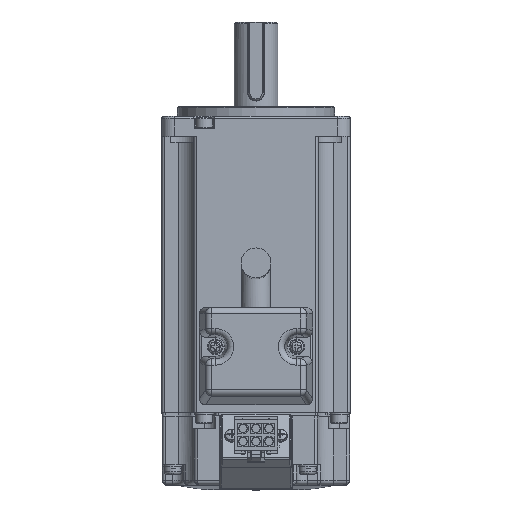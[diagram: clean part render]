
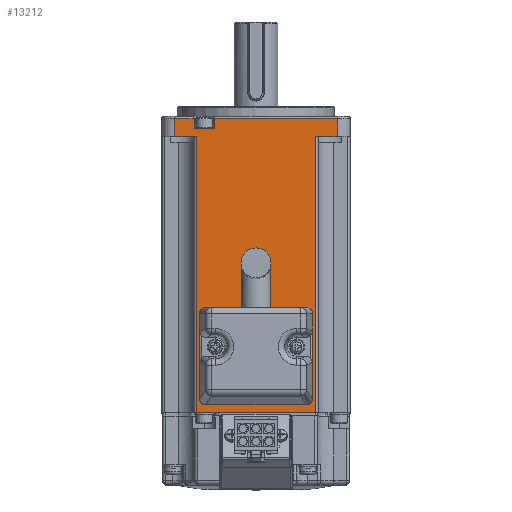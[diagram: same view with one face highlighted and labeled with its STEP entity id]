
A CAD part, top view. The second image highlights one B-rep face of the part: STEP entity #13212.
In plain terms, the highlighted planar face has unit normal (0, 0, 1).
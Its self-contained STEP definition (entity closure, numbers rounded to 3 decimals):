
#5651=PLANE('',#33200);
#8539=LINE('',#53609,#10797);
#8540=LINE('',#53613,#10798);
#8541=LINE('',#53615,#10799);
#8542=LINE('',#53617,#10800);
#8544=LINE('',#53621,#10802);
#8546=LINE('',#53625,#10804);
#8547=LINE('',#53627,#10805);
#8548=LINE('',#53629,#10806);
#8549=LINE('',#53633,#10807);
#8550=LINE('',#53637,#10808);
#8592=LINE('',#53874,#10850);
#8593=LINE('',#53878,#10851);
#8594=LINE('',#53880,#10852);
#8595=LINE('',#53885,#10853);
#8596=LINE('',#53889,#10854);
#8597=LINE('',#53893,#10855);
#10797=VECTOR('',#38787,1.);
#10798=VECTOR('',#38792,1.);
#10799=VECTOR('',#38795,1.);
#10800=VECTOR('',#38798,1.);
#10802=VECTOR('',#38802,1.);
#10804=VECTOR('',#38806,1.);
#10805=VECTOR('',#38809,1.);
#10806=VECTOR('',#38812,1.);
#10807=VECTOR('',#38817,1.);
#10808=VECTOR('',#38822,1.);
#10850=VECTOR('',#38964,1.);
#10851=VECTOR('',#38969,1.);
#10852=VECTOR('',#38972,1.);
#10853=VECTOR('',#38975,1.);
#10854=VECTOR('',#38978,1.);
#10855=VECTOR('',#38981,1.);
#13212=ADVANCED_FACE('',(#14164,#14165),#5651,.F.);
#14164=FACE_BOUND('',#15341,.T.);
#14165=FACE_BOUND('',#15342,.T.);
#15341=EDGE_LOOP('',(#20431,#20432,#20433,#20434,#20435,#20436,#20437,#20438));
#15342=EDGE_LOOP('',(#20439,#20440,#20441,#20442,#20443,#20444,#20445,#20446,
#20447,#20448,#20449,#20450));
#20431=ORIENTED_EDGE('',*,*,#28436,.F.);
#20432=ORIENTED_EDGE('',*,*,#28437,.F.);
#20433=ORIENTED_EDGE('',*,*,#28438,.F.);
#20434=ORIENTED_EDGE('',*,*,#28439,.F.);
#20435=ORIENTED_EDGE('',*,*,#28440,.F.);
#20436=ORIENTED_EDGE('',*,*,#28441,.F.);
#20437=ORIENTED_EDGE('',*,*,#28442,.F.);
#20438=ORIENTED_EDGE('',*,*,#28443,.F.);
#20439=ORIENTED_EDGE('',*,*,#28435,.T.);
#20440=ORIENTED_EDGE('',*,*,#28433,.F.);
#20441=ORIENTED_EDGE('',*,*,#28360,.T.);
#20442=ORIENTED_EDGE('',*,*,#28358,.F.);
#20443=ORIENTED_EDGE('',*,*,#28356,.T.);
#20444=ORIENTED_EDGE('',*,*,#28355,.T.);
#20445=ORIENTED_EDGE('',*,*,#28354,.F.);
#20446=ORIENTED_EDGE('',*,*,#28352,.F.);
#20447=ORIENTED_EDGE('',*,*,#28350,.T.);
#20448=ORIENTED_EDGE('',*,*,#28349,.T.);
#20449=ORIENTED_EDGE('',*,*,#28348,.F.);
#20450=ORIENTED_EDGE('',*,*,#28346,.F.);
#24981=VERTEX_POINT('',#53074);
#24984=VERTEX_POINT('',#53081);
#24989=VERTEX_POINT('',#53100);
#24992=VERTEX_POINT('',#53111);
#25102=VERTEX_POINT('',#53608);
#25103=VERTEX_POINT('',#53610);
#25104=VERTEX_POINT('',#53618);
#25105=VERTEX_POINT('',#53622);
#25106=VERTEX_POINT('',#53630);
#25107=VERTEX_POINT('',#53634);
#25108=VERTEX_POINT('',#53638);
#25153=VERTEX_POINT('',#53875);
#25154=VERTEX_POINT('',#53881);
#25155=VERTEX_POINT('',#53882);
#25156=VERTEX_POINT('',#53884);
#25157=VERTEX_POINT('',#53886);
#25158=VERTEX_POINT('',#53888);
#25159=VERTEX_POINT('',#53890);
#25160=VERTEX_POINT('',#53892);
#25161=VERTEX_POINT('',#53894);
#28346=EDGE_CURVE('',#25102,#25103,#8539,.T.);
#28348=EDGE_CURVE('',#25103,#24981,#8540,.T.);
#28349=EDGE_CURVE('',#24984,#24981,#8541,.T.);
#28350=EDGE_CURVE('',#25104,#24984,#8542,.T.);
#28352=EDGE_CURVE('',#25104,#25105,#8544,.T.);
#28354=EDGE_CURVE('',#25105,#24989,#8546,.T.);
#28355=EDGE_CURVE('',#24992,#24989,#8547,.T.);
#28356=EDGE_CURVE('',#25106,#24992,#8548,.T.);
#28358=EDGE_CURVE('',#25106,#25107,#8549,.T.);
#28360=EDGE_CURVE('',#25108,#25107,#8550,.T.);
#28433=EDGE_CURVE('',#25108,#25153,#8592,.T.);
#28435=EDGE_CURVE('',#25102,#25153,#8593,.T.);
#28436=EDGE_CURVE('',#25154,#25155,#8594,.T.);
#28437=EDGE_CURVE('',#25156,#25154,#31035,.T.);
#28438=EDGE_CURVE('',#25157,#25156,#8595,.T.);
#28439=EDGE_CURVE('',#25158,#25157,#31036,.T.);
#28440=EDGE_CURVE('',#25159,#25158,#8596,.T.);
#28441=EDGE_CURVE('',#25160,#25159,#31037,.T.);
#28442=EDGE_CURVE('',#25161,#25160,#8597,.T.);
#28443=EDGE_CURVE('',#25155,#25161,#31038,.T.);
#31035=CIRCLE('',#33196,1.8);
#31036=CIRCLE('',#33197,1.8);
#31037=CIRCLE('',#33198,1.8);
#31038=CIRCLE('',#33199,1.8);
#33196=AXIS2_PLACEMENT_3D('',#53883,#38973,#38974);
#33197=AXIS2_PLACEMENT_3D('',#53887,#38976,#38977);
#33198=AXIS2_PLACEMENT_3D('',#53891,#38979,#38980);
#33199=AXIS2_PLACEMENT_3D('',#53895,#38982,#38983);
#33200=AXIS2_PLACEMENT_3D('',#53896,#38984,#38985);
#38787=DIRECTION('',(-1.,0.,0.));
#38792=DIRECTION('',(0.,1.,0.));
#38795=DIRECTION('',(-1.,0.,0.));
#38798=DIRECTION('',(0.,1.,0.));
#38802=DIRECTION('',(1.,0.,0.));
#38806=DIRECTION('',(0.,1.,0.));
#38809=DIRECTION('',(-1.,0.,0.));
#38812=DIRECTION('',(0.,1.,0.));
#38817=DIRECTION('',(-1.,0.,0.));
#38822=DIRECTION('',(0.,1.,0.));
#38964=DIRECTION('',(-1.,0.,0.));
#38969=DIRECTION('',(0.,-1.,0.));
#38972=DIRECTION('',(-1.,0.,0.));
#38973=DIRECTION('',(0.,0.,1.));
#38974=DIRECTION('',(0.,1.,0.));
#38975=DIRECTION('',(0.,1.,0.));
#38976=DIRECTION('',(0.,0.,1.));
#38977=DIRECTION('',(0.,1.,0.));
#38978=DIRECTION('',(1.,0.,0.));
#38979=DIRECTION('',(0.,0.,1.));
#38980=DIRECTION('',(0.,1.,0.));
#38981=DIRECTION('',(0.,-1.,0.));
#38982=DIRECTION('',(0.,0.,1.));
#38983=DIRECTION('',(0.,1.,0.));
#38984=DIRECTION('',(0.,0.,-1.));
#38985=DIRECTION('',(0.,-1.,0.));
#53074=CARTESIAN_POINT('',(-26.,71.2,0.));
#53081=CARTESIAN_POINT('',(-19.7,71.2,0.));
#53100=CARTESIAN_POINT('',(-13.3,71.2,0.));
#53111=CARTESIAN_POINT('',(26.,71.2,0.));
#53608=CARTESIAN_POINT('',(-18.8,65.5,0.));
#53609=CARTESIAN_POINT('',(-19.8,65.5,0.));
#53610=CARTESIAN_POINT('',(-26.,65.5,0.));
#53613=CARTESIAN_POINT('',(-26.,63.5,0.));
#53615=CARTESIAN_POINT('',(-18.8,71.2,0.));
#53617=CARTESIAN_POINT('',(-19.7,68.,0.));
#53618=CARTESIAN_POINT('',(-19.7,68.,0.));
#53621=CARTESIAN_POINT('',(-19.7,68.,0.));
#53622=CARTESIAN_POINT('',(-13.3,68.,0.));
#53625=CARTESIAN_POINT('',(-13.3,68.,0.));
#53627=CARTESIAN_POINT('',(-18.8,71.2,0.));
#53629=CARTESIAN_POINT('',(26.,63.5,0.));
#53630=CARTESIAN_POINT('',(26.,65.5,0.));
#53633=CARTESIAN_POINT('',(-18.8,65.5,0.));
#53634=CARTESIAN_POINT('',(18.8,65.5,0.));
#53637=CARTESIAN_POINT('',(18.8,65.5,0.));
#53638=CARTESIAN_POINT('',(18.8,-22.5,0.));
#53874=CARTESIAN_POINT('',(18.8,-22.5,0.));
#53875=CARTESIAN_POINT('',(-18.8,-22.5,0.));
#53878=CARTESIAN_POINT('',(-18.8,63.5,0.));
#53880=CARTESIAN_POINT('',(13.,10.8,0.));
#53881=CARTESIAN_POINT('',(16.,10.8,0.));
#53882=CARTESIAN_POINT('',(-16.,10.8,0.));
#53883=CARTESIAN_POINT('',(16.,9.,0.));
#53884=CARTESIAN_POINT('',(17.8,9.,0.));
#53885=CARTESIAN_POINT('',(17.8,-17.,0.));
#53886=CARTESIAN_POINT('',(17.8,-18.,0.));
#53887=CARTESIAN_POINT('',(16.,-18.,0.));
#53888=CARTESIAN_POINT('',(16.,-19.8,0.));
#53889=CARTESIAN_POINT('',(-13.,-19.8,0.));
#53890=CARTESIAN_POINT('',(-16.,-19.8,0.));
#53891=CARTESIAN_POINT('',(-16.,-18.,0.));
#53892=CARTESIAN_POINT('',(-17.8,-18.,0.));
#53893=CARTESIAN_POINT('',(-17.8,6.,0.));
#53894=CARTESIAN_POINT('',(-17.8,9.,0.));
#53895=CARTESIAN_POINT('',(-16.,9.,0.));
#53896=CARTESIAN_POINT('',(-18.8,-26.5,0.));
